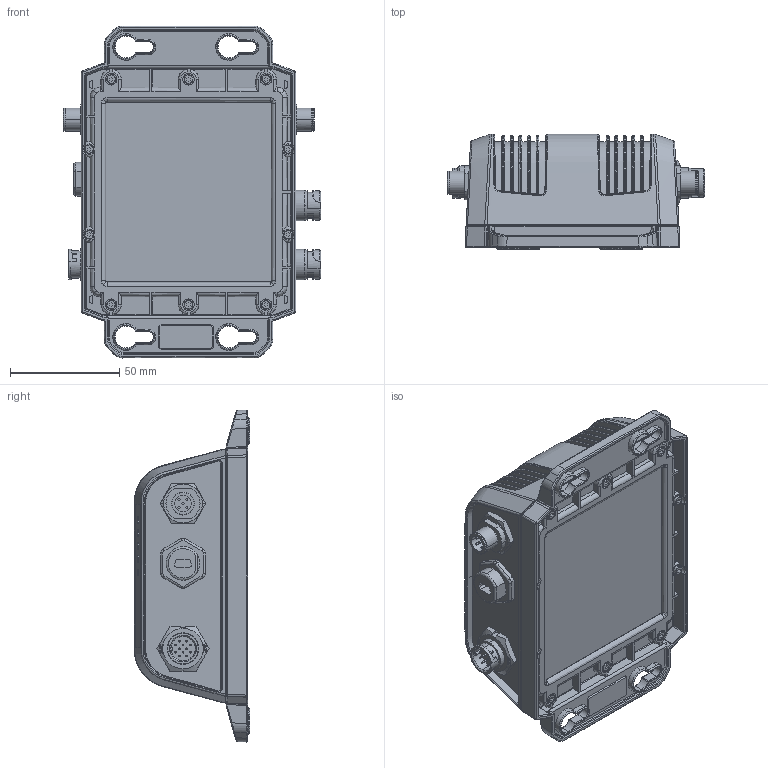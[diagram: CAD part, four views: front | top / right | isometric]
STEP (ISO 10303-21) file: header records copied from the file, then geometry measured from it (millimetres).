
FILE_DESCRIPTION(('STEP AP214'),'2;1');
FILE_NAME('NA16 - solido 2018-10-05.stp','2018-10-05T10:03:19',(''),(''),'2009.3.110','THINKDESIGN','');
FILE_SCHEMA(('AUTOMOTIVE_DESIGN'));
Products named in the file (1): None
Bounding box: 117.65 x 52.76 x 151.64 mm (x, y, z)
Volume: 432163.3 mm3; surface area: 68400.6 mm2
Topology: 1 solids, 1 shells, 2105 faces, 5381 edges, 3395 vertices
Faces by surface type: bspline 978, plane 679, cylinder 448
Entity records: 138401 total; most frequent: CARTESIAN_POINT 77144, ORIENTED_EDGE 10744, DIRECTION 5888, EDGE_CURVE 5372, VERTEX_POINT 3395, EDGE_LOOP 2239, VECTOR 2126, LINE 2126
